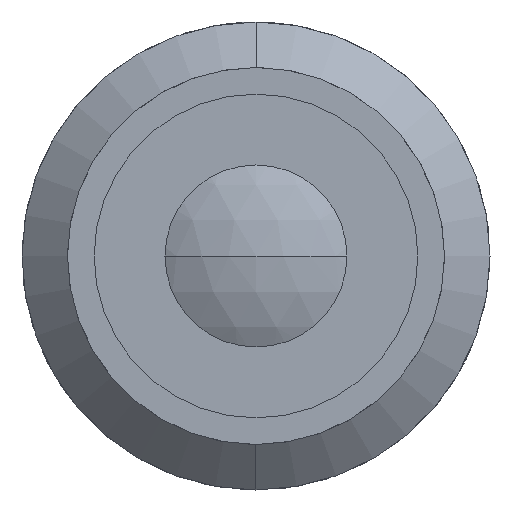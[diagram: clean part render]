
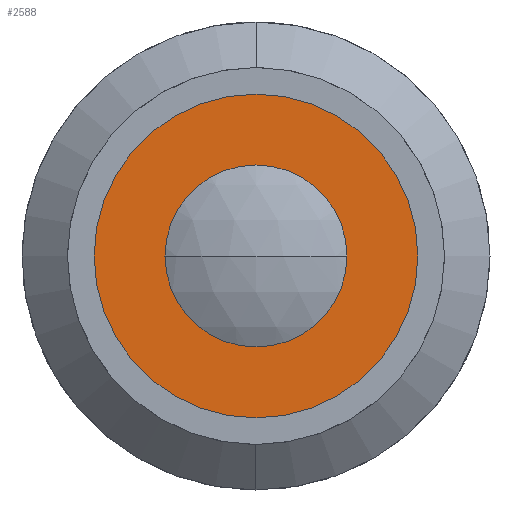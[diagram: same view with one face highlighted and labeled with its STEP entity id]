
A CAD part, left-side view. The second image highlights one B-rep face of the part: STEP entity #2588.
In plain terms, the highlighted planar face has unit normal (-1, 0, 0).
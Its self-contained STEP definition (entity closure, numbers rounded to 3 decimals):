
#41 = CARTESIAN_POINT ( 'NONE',  ( 3.8, 0., 0. ) ) ;
#278 = DIRECTION ( 'NONE',  ( -1., 0., 0. ) ) ;
#505 = ORIENTED_EDGE ( 'NONE', *, *, #815, .F. ) ;
#514 = EDGE_CURVE ( 'NONE', #3780, #2605, #1251, .T. ) ;
#538 = CARTESIAN_POINT ( 'NONE',  ( 3.8, 13.5, 0. ) ) ;
#640 = CARTESIAN_POINT ( 'NONE',  ( 3.8, 0., 7. ) ) ;
#780 = DIRECTION ( 'NONE',  ( -1., 0., 0. ) ) ;
#815 = EDGE_CURVE ( 'NONE', #2970, #3506, #4250, .T. ) ;
#998 = ORIENTED_EDGE ( 'NONE', *, *, #514, .T. ) ;
#1004 = ORIENTED_EDGE ( 'NONE', *, *, #2149, .T. ) ;
#1060 = CARTESIAN_POINT ( 'NONE',  ( 3.8, 0., -7. ) ) ;
#1137 = CARTESIAN_POINT ( 'NONE',  ( 3.8, 0., 0. ) ) ;
#1172 = DIRECTION ( 'NONE',  ( 0., 0., 1. ) ) ;
#1204 = FACE_OUTER_BOUND ( 'NONE', #1307, .T. ) ;
#1251 = CIRCLE ( 'NONE', #3404, 13.5 ) ;
#1307 = EDGE_LOOP ( 'NONE', ( #998, #1004 ) ) ;
#1476 = AXIS2_PLACEMENT_3D ( 'NONE', #2247, #2582, #1172 ) ;
#1560 = DIRECTION ( 'NONE',  ( 1., 0., 0. ) ) ;
#1609 = DIRECTION ( 'NONE',  ( -1., 0., 0. ) ) ;
#1821 = CIRCLE ( 'NONE', #2386, 13.5 ) ;
#1884 = EDGE_LOOP ( 'NONE', ( #505, #3827 ) ) ;
#1905 = CARTESIAN_POINT ( 'NONE',  ( 3.8, 0., 0. ) ) ;
#1980 = AXIS2_PLACEMENT_3D ( 'NONE', #1137, #780, #4148 ) ;
#2149 = EDGE_CURVE ( 'NONE', #2605, #3780, #1821, .T. ) ;
#2238 = FACE_BOUND ( 'NONE', #1884, .T. ) ;
#2247 = CARTESIAN_POINT ( 'NONE',  ( 3.8, 0., 0. ) ) ;
#2386 = AXIS2_PLACEMENT_3D ( 'NONE', #1905, #1609, #3272 ) ;
#2572 = PLANE ( 'NONE',  #3776 ) ;
#2582 = DIRECTION ( 'NONE',  ( -1., 0., 0. ) ) ;
#2588 = ADVANCED_FACE ( 'NONE', ( #2238, #1204 ), #2572, .F. ) ;
#2605 = VERTEX_POINT ( 'NONE', #3950 ) ;
#2743 = EDGE_CURVE ( 'NONE', #3506, #2970, #4330, .T. ) ;
#2970 = VERTEX_POINT ( 'NONE', #640 ) ;
#3247 = DIRECTION ( 'NONE',  ( 0., 0., -1. ) ) ;
#3272 = DIRECTION ( 'NONE',  ( 0., 0., 1. ) ) ;
#3404 = AXIS2_PLACEMENT_3D ( 'NONE', #41, #278, #4052 ) ;
#3424 = CARTESIAN_POINT ( 'NONE',  ( 3.8, 0., 13.5 ) ) ;
#3506 = VERTEX_POINT ( 'NONE', #1060 ) ;
#3776 = AXIS2_PLACEMENT_3D ( 'NONE', #538, #1560, #3247 ) ;
#3780 = VERTEX_POINT ( 'NONE', #3424 ) ;
#3827 = ORIENTED_EDGE ( 'NONE', *, *, #2743, .F. ) ;
#3950 = CARTESIAN_POINT ( 'NONE',  ( 3.8, 0., -13.5 ) ) ;
#4052 = DIRECTION ( 'NONE',  ( 0., 0., 1. ) ) ;
#4148 = DIRECTION ( 'NONE',  ( 0., 0., 1. ) ) ;
#4250 = CIRCLE ( 'NONE', #1476, 7. ) ;
#4330 = CIRCLE ( 'NONE', #1980, 7. ) ;
